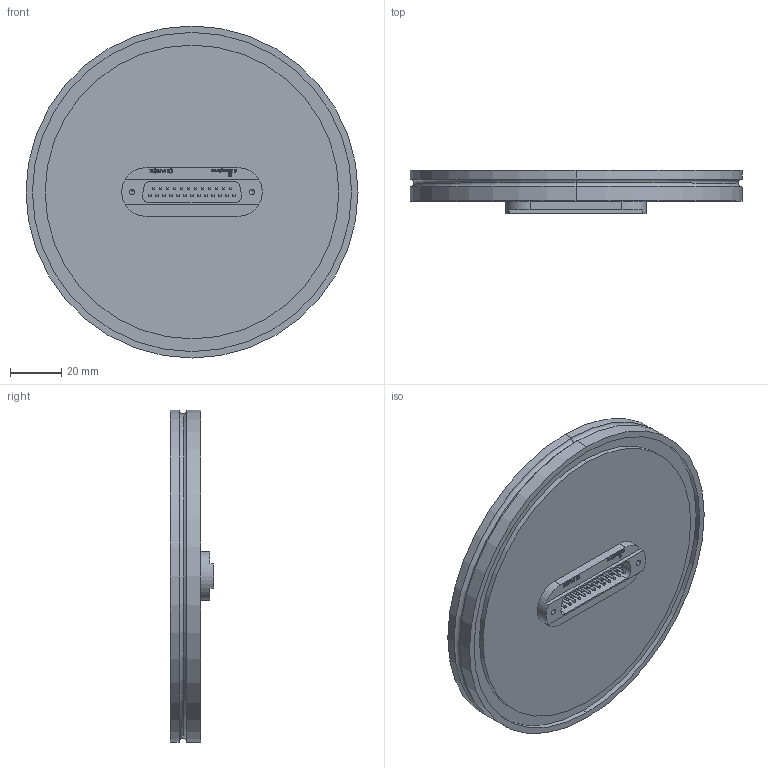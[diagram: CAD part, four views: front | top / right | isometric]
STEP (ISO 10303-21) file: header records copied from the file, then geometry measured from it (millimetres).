
FILE_DESCRIPTION (( 'STEP AP214' ), '1' );
FILE_NAME ('210-D25-ISO100.step', '2025-02-17T20:25:40', ( '' ), ( '' ), 'SwSTEP 2.0', 'SolidWorks 2022', '' );
FILE_SCHEMA (( 'AUTOMOTIVE_DESIGN' ));
Length unit declared in the file: millimetre
Products named in the file (5): 210-D25-ISO100; 9210-PIN-FENI_Pin vergoldet; 9218-D9-37-SS-V22_25pin 1mm beschr. allectra; 9210-D25-ISO100_DN100 ISO-K; 218-D9-37-SS_218-D25-SS
Assembly tree (28 placements, depth 3):
  210-D25-ISO100
    9210-D25-ISO100_DN100 ISO-K
    218-D9-37-SS_218-D25-SS
      9218-D9-37-SS-V22_25pin 1mm beschr. allectra
      9210-PIN-FENI_Pin vergoldet  x25
Bounding box: 130 x 17 x 130 mm (x, y, z)
Volume: 149531.8 mm3; surface area: 41892.8 mm2
Topology: 27 solids, 27 shells, 421 faces, 1155 edges, 760 vertices
Faces by surface type: cylinder 180, plane 150, sphere 50, bspline 27, cone 8, torus 6
Entity records: 12197 total; most frequent: CARTESIAN_POINT 3545, DIRECTION 1735, ORIENTED_EDGE 1706, EDGE_CURVE 853, AXIS2_PLACEMENT_3D 606, VERTEX_POINT 564, VECTOR 523, LINE 523
